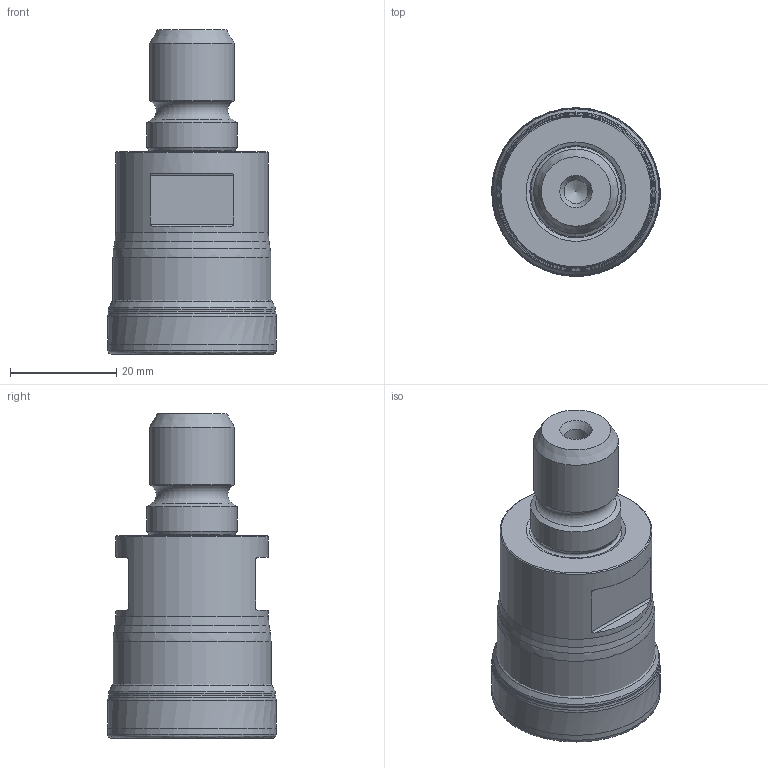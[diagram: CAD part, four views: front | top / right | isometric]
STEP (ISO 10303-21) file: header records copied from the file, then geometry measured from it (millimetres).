
FILE_DESCRIPTION(/* description */ (''),/* implementation_level */ '2;1');
FILE_NAME(/* name */ 'E-catalog-M90-TP11-D125Z3M16I.stp',/* time_stamp */ '2023-10-18T10:19:31+09:00',/* author */ (''),/* organization */ (''),/* preprocessor_version */ 'ST-DEVELOPER v16',/* originating_system */ 'SIEMENS PLM Software NX 10.0',/* authorisation */ '');
FILE_SCHEMA (('AP203_CONFIGURATION_CONTROLLED_3D_DESIGN_OF_MECHANICAL_PARTS_AND_ASSEMBLIES_MIM_LF { 1 0 10303 403 2 1 2}'));
Length unit declared in the file: millimetre
Products named in the file (1): 10227DEC3C74p6d5
Bounding box: 31.76 x 31.75 x 61.1 mm (x, y, z)
Volume: 28459 mm3; surface area: 8917 mm2
Topology: 1 solids, 2 shells, 66 faces, 191 edges, 154 vertices
Faces by surface type: revolution 24, cone 13, plane 10, cylinder 10, torus 8, bspline 1
Full cylindrical faces by diameter (mm): 1.5 x1, 4.5 x1, 15.962 x1, 17 x1, 28.702 x1, 29.75 x1
Entity records: 2040 total; most frequent: CARTESIAN_POINT 740, DIRECTION 241, ORIENTED_EDGE 158, EDGE_LOOP 122, FACE_BOUND 114, AXIS2_PLACEMENT_3D 101, EDGE_CURVE 79, VERTEX_POINT 73
